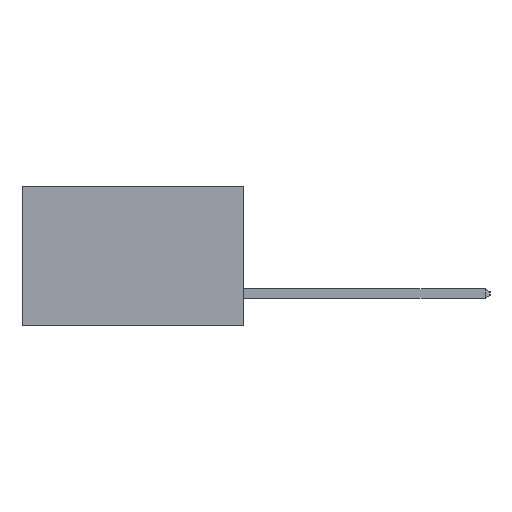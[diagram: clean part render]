
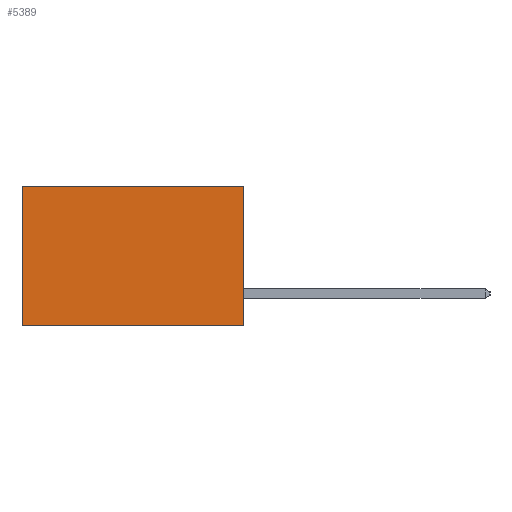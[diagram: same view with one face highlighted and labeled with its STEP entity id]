
A CAD part, left-side view. The second image highlights one B-rep face of the part: STEP entity #5389.
In plain terms, the highlighted planar face has unit normal (-1, 0, 0).
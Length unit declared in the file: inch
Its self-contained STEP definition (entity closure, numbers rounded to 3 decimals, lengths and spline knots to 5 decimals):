
#67 = EDGE_LOOP ( 'NONE', ( #1352, #1484, #4811, #337 ) ) ;
#71 = DIRECTION ( 'NONE',  ( 0., 1., 0. ) ) ;
#245 = EDGE_CURVE ( 'NONE', #2434, #418, #3492, .T. ) ;
#337 = ORIENTED_EDGE ( 'NONE', *, *, #245, .T. ) ;
#356 = CARTESIAN_POINT ( 'NONE',  ( 0.277, 0.59, -0.37 ) ) ;
#364 = VECTOR ( 'NONE', #2746, 39.37008 ) ;
#407 = FACE_OUTER_BOUND ( 'NONE', #67, .T. ) ;
#418 = VERTEX_POINT ( 'NONE', #2009 ) ;
#541 = CARTESIAN_POINT ( 'NONE',  ( 0.277, 0., 0. ) ) ;
#620 = EDGE_CURVE ( 'NONE', #888, #5132, #928, .T. ) ;
#681 = CARTESIAN_POINT ( 'NONE',  ( 0.277, 0.59, -0.37 ) ) ;
#815 = CARTESIAN_POINT ( 'NONE',  ( 0.277, 0., -0.37 ) ) ;
#888 = VERTEX_POINT ( 'NONE', #815 ) ;
#928 = LINE ( 'NONE', #5853, #7077 ) ;
#1352 = ORIENTED_EDGE ( 'NONE', *, *, #1575, .T. ) ;
#1398 = DIRECTION ( 'NONE',  ( 0., 0., -1. ) ) ;
#1484 = ORIENTED_EDGE ( 'NONE', *, *, #620, .F. ) ;
#1575 = EDGE_CURVE ( 'NONE', #418, #5132, #5274, .T. ) ;
#1614 = CARTESIAN_POINT ( 'NONE',  ( 0.277, 0., -0.37 ) ) ;
#1792 = LINE ( 'NONE', #4268, #3370 ) ;
#2009 = CARTESIAN_POINT ( 'NONE',  ( 0.277, 0.59, 0. ) ) ;
#2348 = DIRECTION ( 'NONE',  ( 0., 0., -1. ) ) ;
#2434 = VERTEX_POINT ( 'NONE', #541 ) ;
#2466 = CARTESIAN_POINT ( 'NONE',  ( 0.277, 0., 0. ) ) ;
#2746 = DIRECTION ( 'NONE',  ( 0., 1., 0. ) ) ;
#3370 = VECTOR ( 'NONE', #2348, 39.37008 ) ;
#3492 = LINE ( 'NONE', #2466, #364 ) ;
#3607 = EDGE_CURVE ( 'NONE', #2434, #888, #1792, .T. ) ;
#3972 = PLANE ( 'NONE',  #6394 ) ;
#4268 = CARTESIAN_POINT ( 'NONE',  ( 0.277, 0., -0.37 ) ) ;
#4811 = ORIENTED_EDGE ( 'NONE', *, *, #3607, .F. ) ;
#5101 = VECTOR ( 'NONE', #1398, 39.37008 ) ;
#5132 = VERTEX_POINT ( 'NONE', #356 ) ;
#5274 = LINE ( 'NONE', #681, #5101 ) ;
#5389 = ADVANCED_FACE ( 'NONE', ( #407 ), #3972, .F. ) ;
#5566 = DIRECTION ( 'NONE',  ( 1., 0., 0. ) ) ;
#5661 = DIRECTION ( 'NONE',  ( 0., 0., -1. ) ) ;
#5853 = CARTESIAN_POINT ( 'NONE',  ( 0.277, 0., -0.37 ) ) ;
#6394 = AXIS2_PLACEMENT_3D ( 'NONE', #1614, #5566, #5661 ) ;
#7077 = VECTOR ( 'NONE', #71, 39.37008 ) ;
